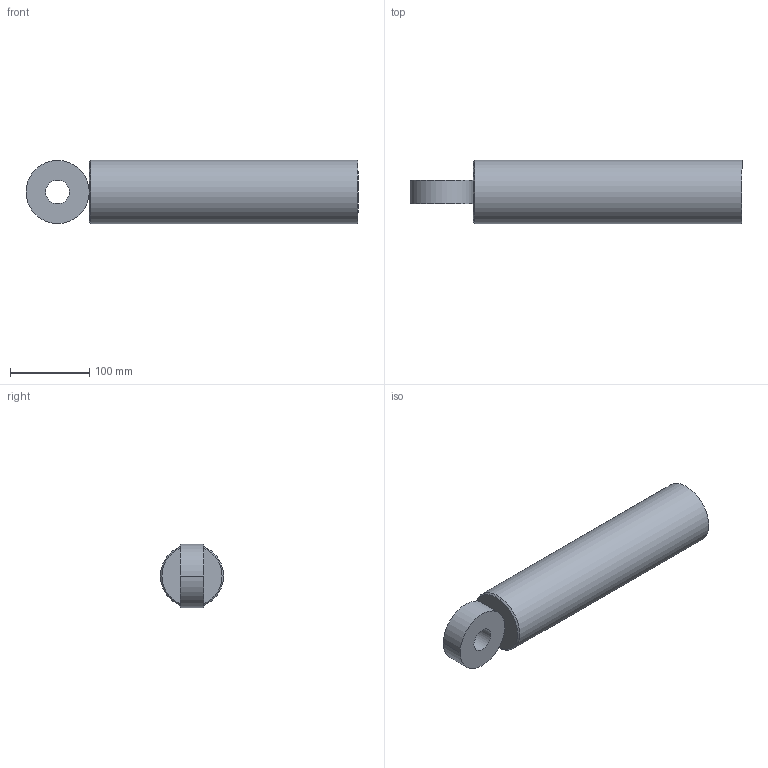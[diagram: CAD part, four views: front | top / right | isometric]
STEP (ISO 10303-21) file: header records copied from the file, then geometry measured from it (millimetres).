
FILE_DESCRIPTION(/* description */ ('','CAx-IF Rec.Pracs.---Representation and Presentation of Product Manufacturing Information (PMI)---4.0---2014-10-13'),/* implementation_level */ '2;1');
FILE_NAME(/* name */ 'WheelLeanCylinder.step',/* time_stamp */ '2024-12-16T21:09:37-05:00',/* author */ (''),/* organization */ (''),/* preprocessor_version */ 'ST-DEVELOPER v20',/* originating_system */ 'Autodesk Translation Framework v13.20.0.188',/* authorisation */ '');
FILE_SCHEMA (('AP242_MANAGED_MODEL_BASED_3D_ENGINEERING_MIM_LF { 1 0 10303 442 1 1 4 }'));
Length unit declared in the file: millimetre
Products named in the file (1): Vorderachse_Kippzylindermantel
Bounding box: 420 x 80 x 80 mm (x, y, z)
Volume: 580307.7 mm3; surface area: 192908.3 mm2
Topology: 2 solids, 2 shells, 15 faces, 24 edges, 16 vertices
Faces by surface type: cylinder 7, plane 7, cone 1
Full cylindrical faces by diameter (mm): 30 x2, 70 x2, 80 x1
Entity records: 410 total; most frequent: DIRECTION 73, CARTESIAN_POINT 59, ORIENTED_EDGE 50, AXIS2_PLACEMENT_3D 32, EDGE_CURVE 25, EDGE_LOOP 21, VERTEX_POINT 18, CIRCLE 16
